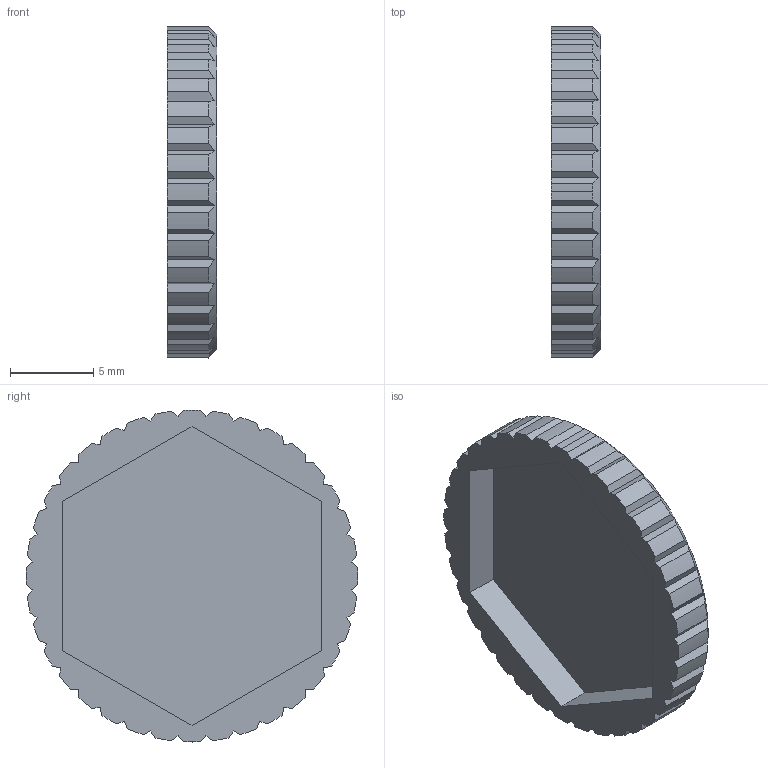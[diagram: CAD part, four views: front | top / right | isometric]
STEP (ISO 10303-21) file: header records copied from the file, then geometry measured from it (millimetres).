
FILE_DESCRIPTION(('HOOPS Exchange Step'),'2;1');
FILE_NAME('temp_export','2023-06-26T20:16:09+20:00',('gmoua'),('Shapr3D Limited'),'HOOPS Exchange 2022.2','Shapr3D','Authorized');
FILE_SCHEMA( ('AUTOMOTIVE_DESIGN { 1 0 10303 214 1 1 1 1 }') );
Length unit declared in the file: millimetre
Products named in the file (1): Thumbscrew Top
Bounding box: 3 x 20 x 20 mm (x, y, z)
Volume: 502.2 mm3; surface area: 925.2 mm2
Topology: 1 solids, 1 shells, 119 faces, 349 edges, 233 vertices
Faces by surface type: plane 81, cylinder 37, cone 1
Entity records: 4044 total; most frequent: CARTESIAN_POINT 918, ORIENTED_EDGE 698, DIRECTION 594, EDGE_CURVE 349, VERTEX_POINT 233, VECTOR 200, LINE 200, AXIS2_PLACEMENT_3D 197
